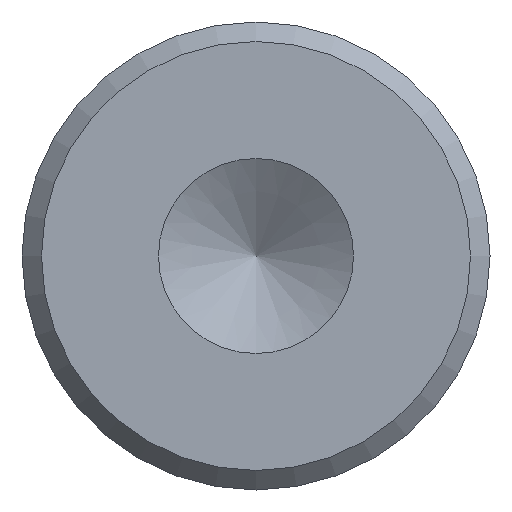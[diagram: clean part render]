
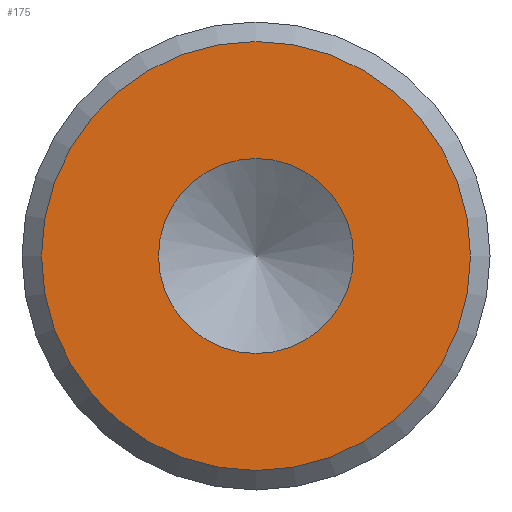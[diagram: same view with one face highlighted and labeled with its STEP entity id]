
A CAD part, front view. The second image highlights one B-rep face of the part: STEP entity #175.
In plain terms, the highlighted planar face has unit normal (0, -1, 0).
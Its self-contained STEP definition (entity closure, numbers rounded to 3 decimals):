
#9 = DIRECTION ( 'NONE',  ( 0., 0., 1. ) ) ;
#16 = CARTESIAN_POINT ( 'NONE',  ( 0., 0., 0. ) ) ;
#34 = DIRECTION ( 'NONE',  ( 0., 1., 0. ) ) ;
#54 = CIRCLE ( 'NONE', #271, 5.5 ) ;
#66 = AXIS2_PLACEMENT_3D ( 'NONE', #16, #86, #297 ) ;
#77 = CIRCLE ( 'NONE', #66, 2.5 ) ;
#86 = DIRECTION ( 'NONE',  ( 0., -1., 0. ) ) ;
#112 = VERTEX_POINT ( 'NONE', #247 ) ;
#120 = CARTESIAN_POINT ( 'NONE',  ( 0., 0., 0. ) ) ;
#145 = CARTESIAN_POINT ( 'NONE',  ( 0., 0., 0. ) ) ;
#151 = CARTESIAN_POINT ( 'NONE',  ( 0., 0., 5.5 ) ) ;
#170 = FACE_BOUND ( 'NONE', #250, .T. ) ;
#175 = ADVANCED_FACE ( 'NONE', ( #170, #294 ), #267, .F. ) ;
#183 = EDGE_LOOP ( 'NONE', ( #213 ) ) ;
#209 = EDGE_CURVE ( 'NONE', #251, #251, #54, .T. ) ;
#213 = ORIENTED_EDGE ( 'NONE', *, *, #209, .F. ) ;
#219 = DIRECTION ( 'NONE',  ( 0., 1., 0. ) ) ;
#247 = CARTESIAN_POINT ( 'NONE',  ( 0., 0., -2.5 ) ) ;
#250 = EDGE_LOOP ( 'NONE', ( #273 ) ) ;
#251 = VERTEX_POINT ( 'NONE', #151 ) ;
#267 = PLANE ( 'NONE',  #302 ) ;
#271 = AXIS2_PLACEMENT_3D ( 'NONE', #120, #219, #288 ) ;
#273 = ORIENTED_EDGE ( 'NONE', *, *, #280, .F. ) ;
#280 = EDGE_CURVE ( 'NONE', #112, #112, #77, .T. ) ;
#288 = DIRECTION ( 'NONE',  ( 0., 0., 1. ) ) ;
#294 = FACE_OUTER_BOUND ( 'NONE', #183, .T. ) ;
#297 = DIRECTION ( 'NONE',  ( 0., 0., -1. ) ) ;
#302 = AXIS2_PLACEMENT_3D ( 'NONE', #145, #34, #9 ) ;
